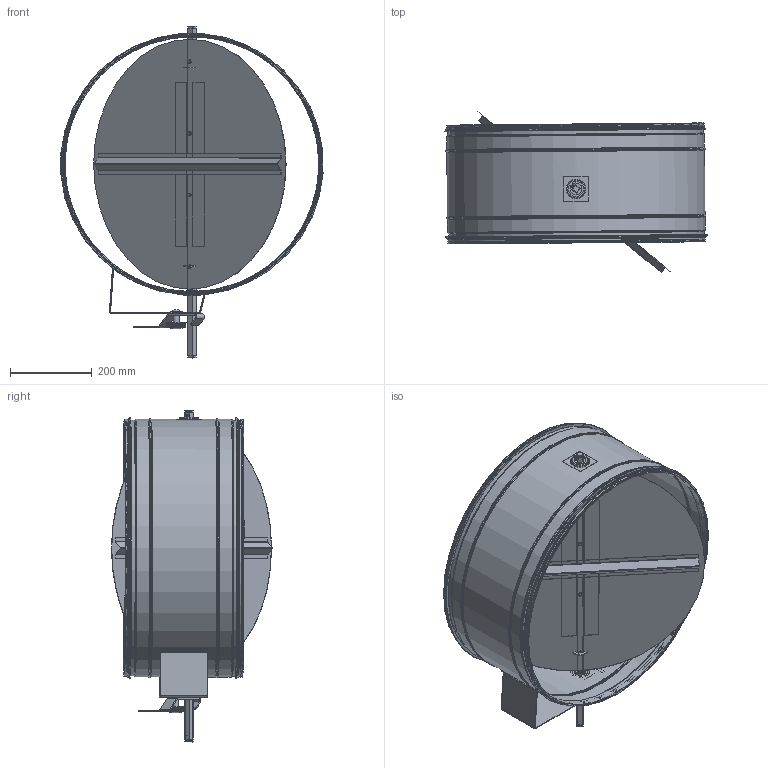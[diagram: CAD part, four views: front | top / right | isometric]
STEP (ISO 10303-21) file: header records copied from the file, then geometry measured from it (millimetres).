
FILE_DESCRIPTION((''),'2;1');
FILE_NAME('HIS-630.stp','2014-02-20T07:50:57',(''),(''),'Autodesk Inventor 2013','Autodesk Inventor 2013','');
FILE_SCHEMA(('AUTOMOTIVE_DESIGN { 1 2 10303 214 0 1 1 1 }'));
Length unit declared in the file: millimetre
Products named in the file (17): HIS-630; HISochHISC_Rör-11; Spjällhylla-630; Vagnsbult-M8x20; RattLåsvred; 999256; HandtagSpjäll; 999273; Lagerbuss; 143067; 116049_1; 999011; Stödprofil-580; Ändavslut; 90242___8_13-mattssons; Täckbricka; Cellgummi_40x26x2
Assembly tree (27 placements, depth 2):
  HIS-630
    HISochHISC_Rör-11
    Spjällhylla-630
    Vagnsbult-M8x20
    RattLåsvred
    999256  x2
    HandtagSpjäll
    999273
    Lagerbuss  x2
    143067
    116049_1
    999011  x2
    Stödprofil-580
    Ändavslut  x2
    90242___8_13-mattssons  x6
    Täckbricka  x2
    Cellgummi_40x26x2  x2
Bounding box: 639.37 x 393.17 x 810.02 mm (x, y, z)
Volume: 994397.4 mm3; surface area: 2413529.8 mm2
Topology: 28 solids, 28 shells, 1238 faces, 3132 edges, 1985 vertices
Faces by surface type: plane 732, cylinder 194, cone 156, torus 145, sphere 11
Full cylindrical faces by diameter (mm): 3.291 x42, 4.2 x36, 6.8 x1, 8 x1, 8.8 x6, 10 x3, 14 x1, 21 x1, 26 x2, 28 x4, 29 x2, 30 x2, 38 x2, 40 x2, 610 x1, 622.3 x1, 622.46 x1, 623.3 x1, 623.46 x1, 625.1 x2, 627.7 x11, 628.7 x5, 634.1 x2, 639.1 x2
Entity records: 29096 total; most frequent: CARTESIAN_POINT 6579, DIRECTION 4712, ORIENTED_EDGE 4394, EDGE_CURVE 2197, AXIS2_PLACEMENT_3D 1812, VERTEX_POINT 1475, VECTOR 1088, LINE 1088
